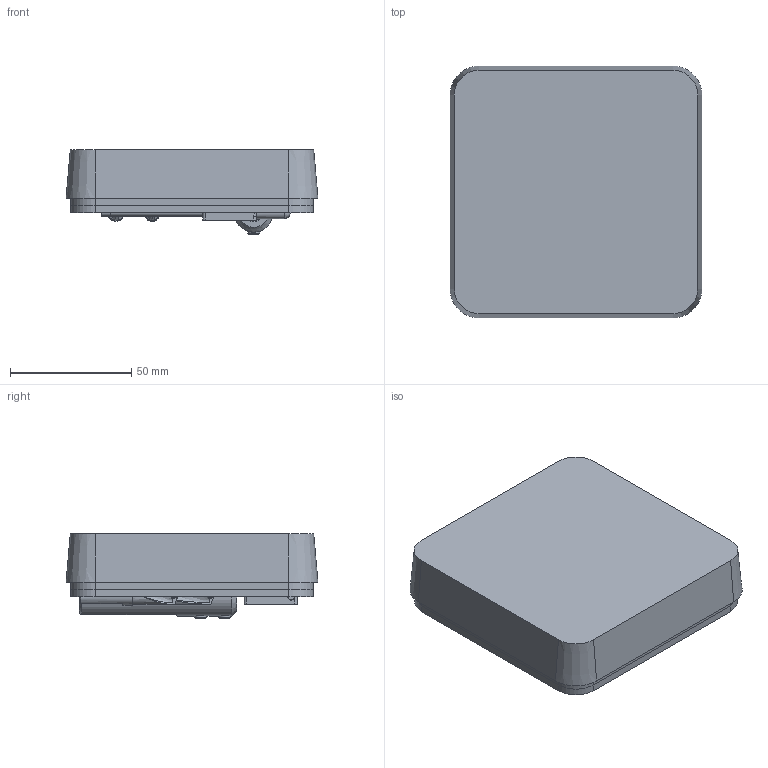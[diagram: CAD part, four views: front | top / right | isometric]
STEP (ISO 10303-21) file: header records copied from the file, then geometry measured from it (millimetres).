
FILE_DESCRIPTION (( 'STEP AP203' ), '1' );
FILE_NAME ('SET-RDT-7.step', '2024-04-24T08:36:53', ( '' ), ( '' ), 'SwSTEP 2.0', 'SolidWorks 2022', '' );
FILE_SCHEMA (( 'CONFIG_CONTROL_DESIGN' ));
Length unit declared in the file: millimetre
Products named in the file (10): VP00000154; VP.LOGO285; 670P.DT16_montiert; T10F; A.ZST005; A.GST011; RDT.7-35; SET-RDT-7; RDT.7-20; 670P.DT16
Assembly tree (10 placements, depth 3):
  SET-RDT-7
    VP00000154
    670P.DT16_montiert
      670P.DT16
      A.ZST005
      A.GST011  x2
    RDT.7-20
    RDT.7-35
    T10F
    VP.LOGO285
Bounding box: 104 x 104 x 34.85 mm (x, y, z)
Volume: 247019.4 mm3; surface area: 60063.9 mm2
Topology: 12 solids, 12 shells, 588 faces, 1564 edges, 1012 vertices
Faces by surface type: plane 235, cylinder 155, bspline 124, cone 67, torus 4, sphere 3
Full cylindrical faces by diameter (mm): 1 x2, 1.5 x1, 2 x3, 2.3 x2, 2.7 x1, 2.8 x1, 3.7 x1, 4.5 x2, 5 x3, 6 x1, 7 x3, 8.8 x1, 10 x1, 16 x1
Entity records: 24136 total; most frequent: CARTESIAN_POINT 10826, ORIENTED_EDGE 2740, DIRECTION 2163, EDGE_CURVE 1370, VERTEX_POINT 914, LINE 731, VECTOR 731, AXIS2_PLACEMENT_3D 716
